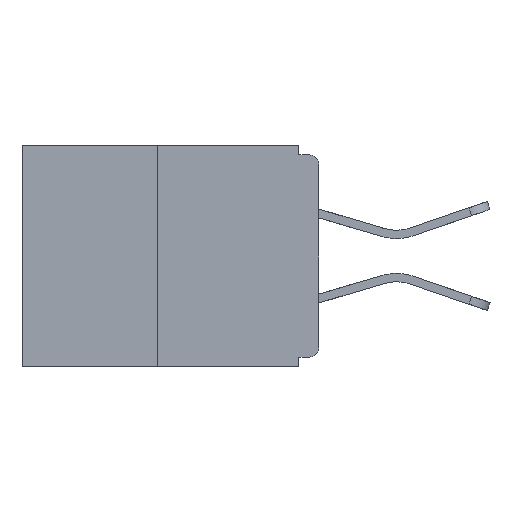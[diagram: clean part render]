
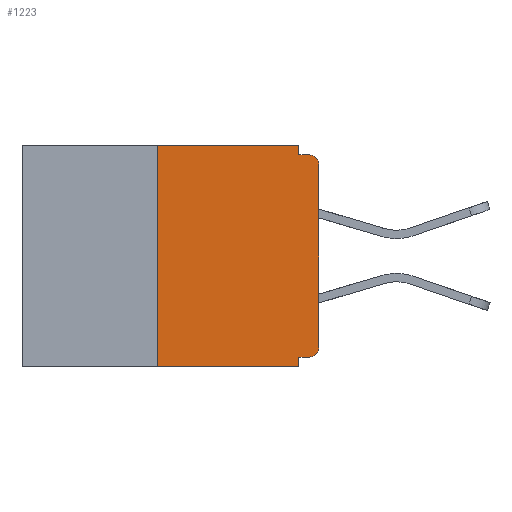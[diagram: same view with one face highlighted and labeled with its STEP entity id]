
A CAD part, left-side view. The second image highlights one B-rep face of the part: STEP entity #1223.
In plain terms, the highlighted planar face has unit normal (-1, 0, 0).
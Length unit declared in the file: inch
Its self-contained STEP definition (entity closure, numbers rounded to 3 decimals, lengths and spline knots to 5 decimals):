
#151 = DIRECTION ( 'NONE',  ( 1., 0., 0. ) ) ;
#460 = DIRECTION ( 'NONE',  ( 0., 0., 1. ) ) ;
#478 = DIRECTION ( 'NONE',  ( 0., 0., -1. ) ) ;
#681 = ORIENTED_EDGE ( 'NONE', *, *, #11613, .F. ) ;
#1223 = ADVANCED_FACE ( 'NONE', ( #18077 ), #16700, .F. ) ;
#1596 = CARTESIAN_POINT ( 'NONE',  ( 0., 0., -0.015 ) ) ;
#1681 = DIRECTION ( 'NONE',  ( 0., -1., 0. ) ) ;
#1795 = DIRECTION ( 'NONE',  ( 0., -1., 0. ) ) ;
#1876 = LINE ( 'NONE', #3615, #13593 ) ;
#1905 = ORIENTED_EDGE ( 'NONE', *, *, #4700, .T. ) ;
#1980 = VERTEX_POINT ( 'NONE', #11427 ) ;
#2049 = LINE ( 'NONE', #18236, #5698 ) ;
#2383 = VERTEX_POINT ( 'NONE', #14686 ) ;
#3003 = VERTEX_POINT ( 'NONE', #10663 ) ;
#3615 = CARTESIAN_POINT ( 'NONE',  ( 0., 0., 0. ) ) ;
#3765 = DIRECTION ( 'NONE',  ( -1., 0., 0. ) ) ;
#4700 = EDGE_CURVE ( 'NONE', #14584, #13596, #17947, .T. ) ;
#4840 = CARTESIAN_POINT ( 'NONE',  ( 0., 0.46, -0.343 ) ) ;
#4935 = CARTESIAN_POINT ( 'NONE',  ( 0., 0.015, -0.015 ) ) ;
#4952 = ORIENTED_EDGE ( 'NONE', *, *, #13546, .F. ) ;
#5212 = CARTESIAN_POINT ( 'NONE',  ( 0., 0.46, 0. ) ) ;
#5550 = CARTESIAN_POINT ( 'NONE',  ( 0., 0.015, -0.03 ) ) ;
#5698 = VECTOR ( 'NONE', #11715, 39.37008 ) ;
#6231 = VERTEX_POINT ( 'NONE', #16557 ) ;
#6746 = VECTOR ( 'NONE', #19299, 39.37008 ) ;
#6768 = EDGE_CURVE ( 'NONE', #6231, #19132, #7586, .T. ) ;
#7586 = CIRCLE ( 'NONE', #20560, 0.015 ) ;
#8255 = VERTEX_POINT ( 'NONE', #15631 ) ;
#8436 = DIRECTION ( 'NONE',  ( -1., 0., 0. ) ) ;
#9090 = LINE ( 'NONE', #1596, #15840 ) ;
#9132 = VECTOR ( 'NONE', #14531, 39.37008 ) ;
#9992 = CARTESIAN_POINT ( 'NONE',  ( 0., 0.46, 0. ) ) ;
#10138 = ORIENTED_EDGE ( 'NONE', *, *, #16950, .F. ) ;
#10537 = CARTESIAN_POINT ( 'NONE',  ( 0., 0.015, -0.328 ) ) ;
#10539 = LINE ( 'NONE', #9992, #13959 ) ;
#10625 = ORIENTED_EDGE ( 'NONE', *, *, #17685, .T. ) ;
#10663 = CARTESIAN_POINT ( 'NONE',  ( 0., 0.031, 0. ) ) ;
#11126 = ORIENTED_EDGE ( 'NONE', *, *, #16115, .T. ) ;
#11152 = LINE ( 'NONE', #20921, #6746 ) ;
#11279 = AXIS2_PLACEMENT_3D ( 'NONE', #5212, #151, #11770 ) ;
#11427 = CARTESIAN_POINT ( 'NONE',  ( 0., 0., -0.313 ) ) ;
#11585 = EDGE_CURVE ( 'NONE', #8255, #19132, #9090, .T. ) ;
#11613 = EDGE_CURVE ( 'NONE', #18372, #13882, #2049, .T. ) ;
#11715 = DIRECTION ( 'NONE',  ( 0., 1., 0. ) ) ;
#11770 = DIRECTION ( 'NONE',  ( 0., 0., -1. ) ) ;
#11837 = DIRECTION ( 'NONE',  ( 0., 0., -1. ) ) ;
#13424 = VECTOR ( 'NONE', #11837, 39.37008 ) ;
#13546 = EDGE_CURVE ( 'NONE', #2383, #3003, #10539, .T. ) ;
#13593 = VECTOR ( 'NONE', #16946, 39.37008 ) ;
#13596 = VERTEX_POINT ( 'NONE', #16684 ) ;
#13623 = CARTESIAN_POINT ( 'NONE',  ( 0., 0.25, 0. ) ) ;
#13882 = VERTEX_POINT ( 'NONE', #21100 ) ;
#13959 = VECTOR ( 'NONE', #1795, 39.37008 ) ;
#14531 = DIRECTION ( 'NONE',  ( 0., -1., 0. ) ) ;
#14584 = VERTEX_POINT ( 'NONE', #19532 ) ;
#14663 = EDGE_CURVE ( 'NONE', #13882, #13596, #14681, .T. ) ;
#14681 = LINE ( 'NONE', #16679, #13424 ) ;
#14686 = CARTESIAN_POINT ( 'NONE',  ( 0., 0.25, 0. ) ) ;
#15631 = CARTESIAN_POINT ( 'NONE',  ( 0., 0.031, -0.015 ) ) ;
#15840 = VECTOR ( 'NONE', #1681, 39.37008 ) ;
#15969 = ORIENTED_EDGE ( 'NONE', *, *, #6768, .T. ) ;
#16115 = EDGE_CURVE ( 'NONE', #1980, #6231, #1876, .T. ) ;
#16557 = CARTESIAN_POINT ( 'NONE',  ( 0., 0., -0.03 ) ) ;
#16679 = CARTESIAN_POINT ( 'NONE',  ( 0., 0.031, -0.343 ) ) ;
#16684 = CARTESIAN_POINT ( 'NONE',  ( 0., 0.031, -0.343 ) ) ;
#16698 = ORIENTED_EDGE ( 'NONE', *, *, #11585, .F. ) ;
#16700 = PLANE ( 'NONE',  #11279 ) ;
#16946 = DIRECTION ( 'NONE',  ( 0., 0., 1. ) ) ;
#16950 = EDGE_CURVE ( 'NONE', #14584, #2383, #17655, .T. ) ;
#17105 = EDGE_LOOP ( 'NONE', ( #4952, #10138, #1905, #17768, #681, #10625, #11126, #15969, #16698, #17824 ) ) ;
#17164 = DIRECTION ( 'NONE',  ( 0., 0., -1. ) ) ;
#17655 = LINE ( 'NONE', #13623, #19241 ) ;
#17685 = EDGE_CURVE ( 'NONE', #18372, #1980, #19025, .T. ) ;
#17768 = ORIENTED_EDGE ( 'NONE', *, *, #14663, .F. ) ;
#17824 = ORIENTED_EDGE ( 'NONE', *, *, #19680, .F. ) ;
#17947 = LINE ( 'NONE', #4840, #9132 ) ;
#18077 = FACE_OUTER_BOUND ( 'NONE', #17105, .T. ) ;
#18236 = CARTESIAN_POINT ( 'NONE',  ( 0., 0., -0.328 ) ) ;
#18372 = VERTEX_POINT ( 'NONE', #10537 ) ;
#18609 = AXIS2_PLACEMENT_3D ( 'NONE', #19051, #3765, #478 ) ;
#19025 = CIRCLE ( 'NONE', #18609, 0.015 ) ;
#19051 = CARTESIAN_POINT ( 'NONE',  ( 0., 0.015, -0.313 ) ) ;
#19132 = VERTEX_POINT ( 'NONE', #4935 ) ;
#19241 = VECTOR ( 'NONE', #460, 39.37008 ) ;
#19299 = DIRECTION ( 'NONE',  ( 0., 0., -1. ) ) ;
#19532 = CARTESIAN_POINT ( 'NONE',  ( 0., 0.25, -0.343 ) ) ;
#19680 = EDGE_CURVE ( 'NONE', #3003, #8255, #11152, .T. ) ;
#20560 = AXIS2_PLACEMENT_3D ( 'NONE', #5550, #8436, #17164 ) ;
#20921 = CARTESIAN_POINT ( 'NONE',  ( 0., 0.031, 0. ) ) ;
#21100 = CARTESIAN_POINT ( 'NONE',  ( 0., 0.031, -0.328 ) ) ;
